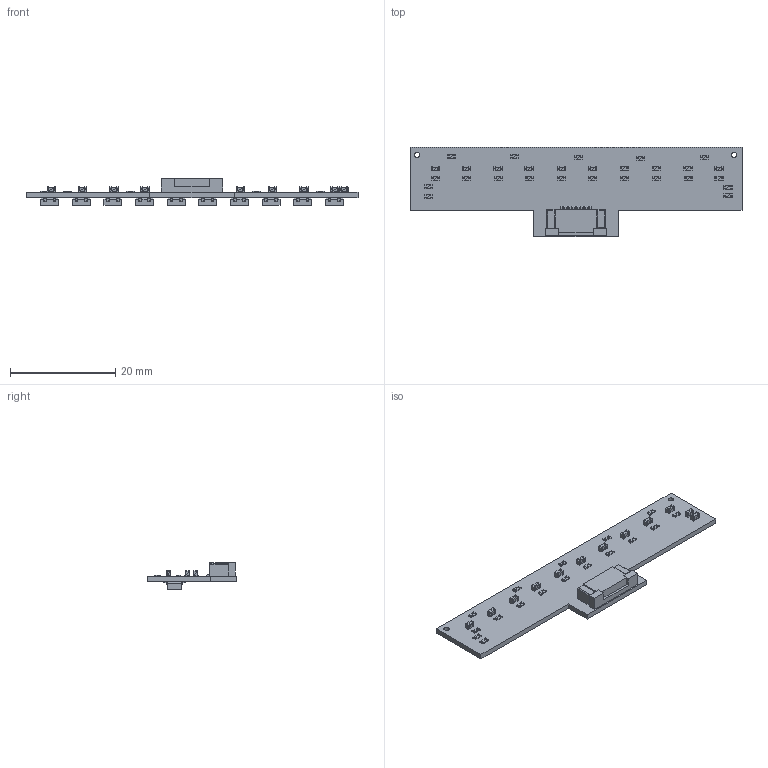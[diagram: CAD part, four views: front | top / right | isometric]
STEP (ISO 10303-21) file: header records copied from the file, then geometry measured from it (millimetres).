
FILE_DESCRIPTION(('for SolidWorks'),'2;1');
FILE_NAME('_sensors_v1.step', '2017-04-26T14:48:10',('andrei.mestereaga'),(''), 'Open CASCADE STEP processor 6.6','Diptrace','Unknown');
FILE_SCHEMA(('AUTOMOTIVE_DESIGN { 1 0 10303 214 1 1 1 1 }'));
Length unit declared in the file: millimetre
Products named in the file (6): PCB; Board; Model_2; Model_13; res_0603; cap_0603
Assembly tree (41 placements, depth 2):
  PCB
    Board
    Model_2  x10
    Model_13
    res_0603  x17
    cap_0603  x12
Bounding box: 63 x 17 x 5.1 mm (x, y, z)
Volume: 834.4 mm3; surface area: 2755.9 mm2
Topology: 1 solids, 94 shells, 4373 faces, 7202 edges, 3030 vertices
Faces by surface type: plane 4371, cylinder 2
Full cylindrical faces by diameter (mm): 1 x2
Entity records: 14054 total; most frequent: DIRECTION 1852, CARTESIAN_POINT 1777, ORIENTED_EDGE 1694, EDGE_CURVE 848, LINE 844, VECTOR 844, AXIS2_PLACEMENT_3D 504, FACE_BOUND 464
